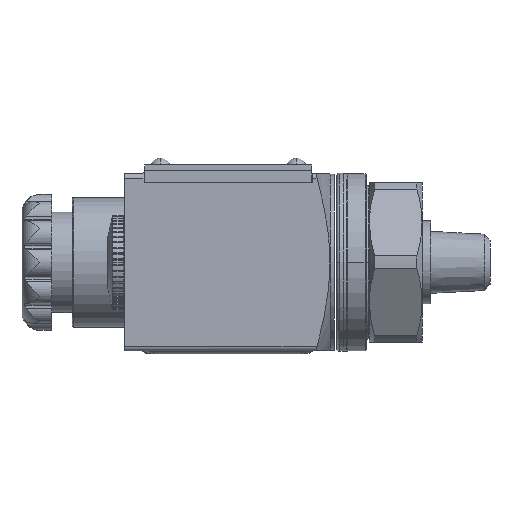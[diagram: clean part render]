
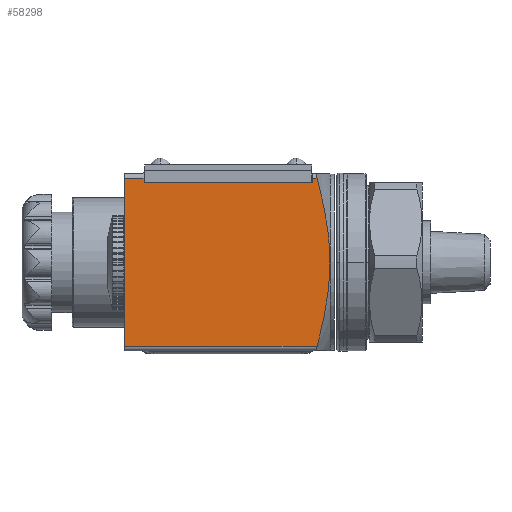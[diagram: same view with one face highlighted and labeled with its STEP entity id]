
A CAD part, left-side view. The second image highlights one B-rep face of the part: STEP entity #58298.
In plain terms, the highlighted planar face has unit normal (-1, 0, 0).
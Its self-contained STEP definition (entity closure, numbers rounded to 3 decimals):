
#1224 = ORIENTED_EDGE ( 'NONE', *, *, #1618, .T. ) ;
#1618 = EDGE_CURVE ( 'NONE', #56232, #68486, #47108, .T. ) ;
#3233 = EDGE_CURVE ( 'NONE', #72736, #15211, #17223, .T. ) ;
#3398 = CARTESIAN_POINT ( 'NONE',  ( -15., 8.309, -14.2 ) ) ;
#5732 = CARTESIAN_POINT ( 'NONE',  ( -15., 40.9, 14.2 ) ) ;
#7927 = FACE_OUTER_BOUND ( 'NONE', #52014, .T. ) ;
#8797 = VERTEX_POINT ( 'NONE', #71795 ) ;
#8906 = CARTESIAN_POINT ( 'NONE',  ( -15., 37.6, 13.5 ) ) ;
#9534 = EDGE_CURVE ( 'NONE', #43733, #30240, #33373, .T. ) ;
#9995 = CARTESIAN_POINT ( 'NONE',  ( -15., 6.66, 6.548 ) ) ;
#10237 = ORIENTED_EDGE ( 'NONE', *, *, #33887, .T. ) ;
#11891 = CARTESIAN_POINT ( 'NONE',  ( -15., 8.309, 14.2 ) ) ;
#12072 = ORIENTED_EDGE ( 'NONE', *, *, #63497, .T. ) ;
#13365 = ORIENTED_EDGE ( 'NONE', *, *, #52065, .F. ) ;
#13764 = DIRECTION ( 'NONE',  ( 0., -1., 0. ) ) ;
#13806 = VECTOR ( 'NONE', #13764, 1000. ) ;
#14522 = EDGE_CURVE ( 'NONE', #56232, #48139, #49647, .T. ) ;
#14790 = CARTESIAN_POINT ( 'NONE',  ( -15., 7.694, -11.868 ) ) ;
#14901 = CARTESIAN_POINT ( 'NONE',  ( -15., 40.9, -15. ) ) ;
#15010 = DIRECTION ( 'NONE',  ( 0., 0., 1. ) ) ;
#15211 = VERTEX_POINT ( 'NONE', #16637 ) ;
#16285 = CARTESIAN_POINT ( 'NONE',  ( -15., 6.408, -4.783 ) ) ;
#16591 = ORIENTED_EDGE ( 'NONE', *, *, #9534, .T. ) ;
#16637 = CARTESIAN_POINT ( 'NONE',  ( -15., 40.9, 14.2 ) ) ;
#16781 = DIRECTION ( 'NONE',  ( 0., 1., 0. ) ) ;
#17223 = LINE ( 'NONE', #34939, #70310 ) ;
#21050 = ORIENTED_EDGE ( 'NONE', *, *, #68270, .T. ) ;
#21796 = CARTESIAN_POINT ( 'NONE',  ( -15., 6.564, -5.966 ) ) ;
#22389 = AXIS2_PLACEMENT_3D ( 'NONE', #14901, #43667, #59782 ) ;
#24485 = LINE ( 'NONE', #69349, #13806 ) ;
#24612 = CARTESIAN_POINT ( 'NONE',  ( -15., 40.9, 14.2 ) ) ;
#26620 = CARTESIAN_POINT ( 'NONE',  ( -15., 7.153, 9.537 ) ) ;
#30240 = VERTEX_POINT ( 'NONE', #59990 ) ;
#31259 = CARTESIAN_POINT ( 'NONE',  ( -15., 9.1, 13.5 ) ) ;
#31972 = LINE ( 'NONE', #31259, #60262 ) ;
#32726 = DIRECTION ( 'NONE',  ( 0., -1., 0. ) ) ;
#33373 = LINE ( 'NONE', #5732, #52303 ) ;
#33887 = EDGE_CURVE ( 'NONE', #8797, #43733, #45644, .T. ) ;
#34939 = CARTESIAN_POINT ( 'NONE',  ( -15., 40.9, -15. ) ) ;
#36859 = VECTOR ( 'NONE', #32726, 1000. ) ;
#37336 = CARTESIAN_POINT ( 'NONE',  ( -15., 7.697, 11.88 ) ) ;
#38071 = CARTESIAN_POINT ( 'NONE',  ( -15., 6.137, 1.159 ) ) ;
#41266 = LINE ( 'NONE', #24612, #68392 ) ;
#43560 = CARTESIAN_POINT ( 'NONE',  ( -15., 6.139, -1.224 ) ) ;
#43667 = DIRECTION ( 'NONE',  ( -1., 0., 0. ) ) ;
#43733 = VERTEX_POINT ( 'NONE', #11891 ) ;
#44163 = CARTESIAN_POINT ( 'NONE',  ( -15., 37.6, 13.5 ) ) ;
#44311 = CARTESIAN_POINT ( 'NONE',  ( -15., 7.148, -9.509 ) ) ;
#45644 = B_SPLINE_CURVE_WITH_KNOTS ( 'NONE', 3,
 ( #3398, #14790, #44311, #21796, #16285, #71473, #43560, #38071, #60420, #65554, #48312, #71102, #9995, #26620, #37336, #49417 ),
 .UNSPECIFIED., .F., .F.,
 ( 4, 2, 2, 2, 2, 2, 2, 4 ),
 ( 0.016, 0.024, 0.027, 0.031, 0.034, 0.036, 0.038, 0.045 ),
 .UNSPECIFIED. ) ;
#46291 = CARTESIAN_POINT ( 'NONE',  ( -15., 37.6, 14.2 ) ) ;
#47108 = LINE ( 'NONE', #68789, #69116 ) ;
#47764 = CARTESIAN_POINT ( 'NONE',  ( -15., 9.1, 13.5 ) ) ;
#48139 = VERTEX_POINT ( 'NONE', #47764 ) ;
#48312 = CARTESIAN_POINT ( 'NONE',  ( -15., 6.416, 4.747 ) ) ;
#49417 = CARTESIAN_POINT ( 'NONE',  ( -15., 8.309, 14.2 ) ) ;
#49647 = LINE ( 'NONE', #44163, #36859 ) ;
#51074 = DIRECTION ( 'NONE',  ( 0., 0., 1. ) ) ;
#52014 = EDGE_LOOP ( 'NONE', ( #10237, #16591, #13365, #60366, #1224, #21050, #55034, #12072 ) ) ;
#52065 = EDGE_CURVE ( 'NONE', #48139, #30240, #31972, .T. ) ;
#52303 = VECTOR ( 'NONE', #16781, 1000. ) ;
#55034 = ORIENTED_EDGE ( 'NONE', *, *, #3233, .F. ) ;
#56232 = VERTEX_POINT ( 'NONE', #8906 ) ;
#57711 = DIRECTION ( 'NONE',  ( 0., 1., 0. ) ) ;
#58298 = ADVANCED_FACE ( 'NONE', ( #7927 ), #64596, .T. ) ;
#59782 = DIRECTION ( 'NONE',  ( 0., 0., 1. ) ) ;
#59990 = CARTESIAN_POINT ( 'NONE',  ( -15., 9.1, 14.2 ) ) ;
#60262 = VECTOR ( 'NONE', #15010, 1000. ) ;
#60366 = ORIENTED_EDGE ( 'NONE', *, *, #14522, .F. ) ;
#60420 = CARTESIAN_POINT ( 'NONE',  ( -15., 6.192, 2.353 ) ) ;
#61219 = CARTESIAN_POINT ( 'NONE',  ( -15., 40.9, -14.2 ) ) ;
#62903 = DIRECTION ( 'NONE',  ( 0., 0., 1. ) ) ;
#63497 = EDGE_CURVE ( 'NONE', #72736, #8797, #24485, .T. ) ;
#64596 = PLANE ( 'NONE',  #22389 ) ;
#65554 = CARTESIAN_POINT ( 'NONE',  ( -15., 6.35, 4.148 ) ) ;
#68270 = EDGE_CURVE ( 'NONE', #68486, #15211, #41266, .T. ) ;
#68392 = VECTOR ( 'NONE', #57711, 1000. ) ;
#68486 = VERTEX_POINT ( 'NONE', #46291 ) ;
#68789 = CARTESIAN_POINT ( 'NONE',  ( -15., 37.6, 13.5 ) ) ;
#69116 = VECTOR ( 'NONE', #62903, 1000. ) ;
#69349 = CARTESIAN_POINT ( 'NONE',  ( -15., 8.523, -14.2 ) ) ;
#70310 = VECTOR ( 'NONE', #51074, 1000. ) ;
#71102 = CARTESIAN_POINT ( 'NONE',  ( -15., 6.571, 5.946 ) ) ;
#71473 = CARTESIAN_POINT ( 'NONE',  ( -15., 6.196, -2.412 ) ) ;
#71795 = CARTESIAN_POINT ( 'NONE',  ( -15., 8.309, -14.2 ) ) ;
#72736 = VERTEX_POINT ( 'NONE', #61219 ) ;
